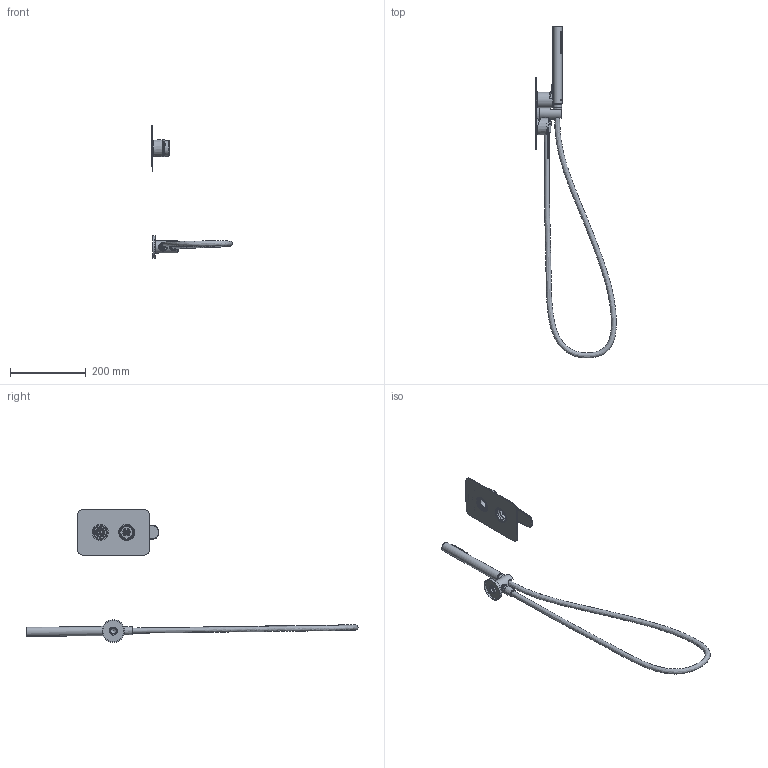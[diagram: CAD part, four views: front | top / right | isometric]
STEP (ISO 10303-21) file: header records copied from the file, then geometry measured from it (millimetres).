
FILE_DESCRIPTION (( 'STEP AP203' ), '1' );
FILE_NAME ('36CP01401.STEP', '2024-10-23T10:18:49', ( '' ), ( '' ), 'SwSTEP 2.0', 'SolidWorks 2021', '' );
FILE_SCHEMA (( 'CONFIG_CONTROL_DESIGN' ));
Length unit declared in the file: millimetre
Products named in the file (1): 36CP01401
Bounding box: 212.75 x 874.97 x 349.89 mm (x, y, z)
Volume: 395548.2 mm3; surface area: 188575.4 mm2
Topology: 13 solids, 14 shells, 584 faces, 1297 edges, 865 vertices
Faces by surface type: plane 246, cylinder 145, cone 138, torus 27, bspline 25, sphere 3
Full cylindrical faces by diameter (mm): 4.2 x1, 4.5 x1, 6.8 x1, 8 x1, 9.5 x1, 9.8 x1, 10 x1, 12.45 x1, 12.5 x1, 15 x2, 16.182 x1, 18 x2, 18.7 x1, 18.968 x1, 20.8 x1, 21 x3, 21.268 x1, 24 x2, 25.6 x1, 28.6 x1, 31 x2, 31.6 x1, 31.7 x1, 32 x1, 34.5 x1, 35.8 x2, 36.9 x1, 37 x1, 41 x1, 42 x2
Entity records: 20670 total; most frequent: CARTESIAN_POINT 9421, DIRECTION 2239, ORIENTED_EDGE 1970, EDGE_CURVE 985, AXIS2_PLACEMENT_3D 933, EDGE_LOOP 911, VERTEX_POINT 736, FACE_OUTER_BOUND 635
